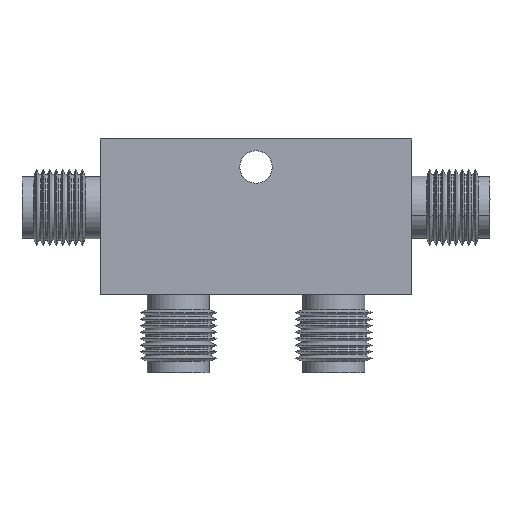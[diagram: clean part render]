
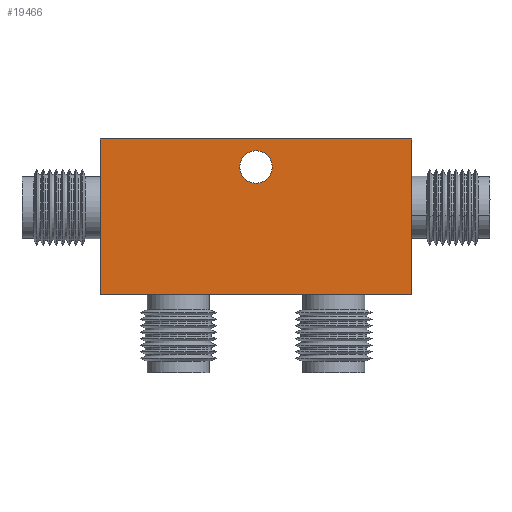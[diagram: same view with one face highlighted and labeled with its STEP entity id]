
A CAD part, front view. The second image highlights one B-rep face of the part: STEP entity #19466.
In plain terms, the highlighted planar face has unit normal (0, -1, 0).
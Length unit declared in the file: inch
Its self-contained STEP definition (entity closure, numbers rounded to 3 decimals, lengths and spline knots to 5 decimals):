
#1302 = VERTEX_POINT ( 'NONE', #32641 ) ;
#1656 = LINE ( 'NONE', #10058, #36727 ) ;
#2686 = LINE ( 'NONE', #23843, #28624 ) ;
#2869 = FACE_BOUND ( 'NONE', #36101, .T. ) ;
#3067 = DIRECTION ( 'NONE',  ( 0., 0., -1. ) ) ;
#3271 = FACE_OUTER_BOUND ( 'NONE', #32203, .T. ) ;
#4018 = DIRECTION ( 'NONE',  ( 0., 0., 1. ) ) ;
#5075 = VECTOR ( 'NONE', #27949, 39.37008 ) ;
#5491 = ORIENTED_EDGE ( 'NONE', *, *, #25558, .T. ) ;
#5821 = EDGE_CURVE ( 'NONE', #9370, #32425, #33847, .T. ) ;
#6167 = DIRECTION ( 'NONE',  ( 0., -1., 0. ) ) ;
#7571 = LINE ( 'NONE', #19928, #25358 ) ;
#8708 = AXIS2_PLACEMENT_3D ( 'NONE', #38233, #32579, #16930 ) ;
#9370 = VERTEX_POINT ( 'NONE', #35233 ) ;
#10058 = CARTESIAN_POINT ( 'NONE',  ( -0.5, 0., -0.25 ) ) ;
#11558 = ORIENTED_EDGE ( 'NONE', *, *, #22850, .F. ) ;
#12578 = CARTESIAN_POINT ( 'NONE',  ( 0., 0., 0.16 ) ) ;
#13319 = EDGE_CURVE ( 'NONE', #29246, #26790, #7571, .T. ) ;
#14197 = ORIENTED_EDGE ( 'NONE', *, *, #37751, .F. ) ;
#16870 = DIRECTION ( 'NONE',  ( 0., 0., -1. ) ) ;
#16930 = DIRECTION ( 'NONE',  ( 0., 0., 1. ) ) ;
#17126 = CIRCLE ( 'NONE', #8708, 0.052 ) ;
#19466 = ADVANCED_FACE ( 'NONE', ( #3271, #2869 ), #39872, .T. ) ;
#19616 = AXIS2_PLACEMENT_3D ( 'NONE', #34004, #6167, #3067 ) ;
#19912 = AXIS2_PLACEMENT_3D ( 'NONE', #12578, #34341, #4018 ) ;
#19928 = CARTESIAN_POINT ( 'NONE',  ( 0.5, 0., 0.25 ) ) ;
#22850 = EDGE_CURVE ( 'NONE', #26790, #9370, #1656, .T. ) ;
#23843 = CARTESIAN_POINT ( 'NONE',  ( -0.5, 0., 0.25 ) ) ;
#24041 = DIRECTION ( 'NONE',  ( 1., 0., 0. ) ) ;
#25145 = ORIENTED_EDGE ( 'NONE', *, *, #13319, .F. ) ;
#25358 = VECTOR ( 'NONE', #16870, 39.37008 ) ;
#25558 = EDGE_CURVE ( 'NONE', #32157, #1302, #31581, .T. ) ;
#25745 = ORIENTED_EDGE ( 'NONE', *, *, #5821, .F. ) ;
#26790 = VERTEX_POINT ( 'NONE', #37712 ) ;
#27949 = DIRECTION ( 'NONE',  ( 0., 0., 1. ) ) ;
#28624 = VECTOR ( 'NONE', #24041, 39.37008 ) ;
#29246 = VERTEX_POINT ( 'NONE', #31739 ) ;
#31581 = CIRCLE ( 'NONE', #19912, 0.052 ) ;
#31609 = EDGE_CURVE ( 'NONE', #1302, #32157, #17126, .T. ) ;
#31739 = CARTESIAN_POINT ( 'NONE',  ( 0.5, 0., 0.25 ) ) ;
#32157 = VERTEX_POINT ( 'NONE', #38339 ) ;
#32191 = DIRECTION ( 'NONE',  ( -1., 0., 0. ) ) ;
#32203 = EDGE_LOOP ( 'NONE', ( #25145, #14197, #25745, #11558 ) ) ;
#32425 = VERTEX_POINT ( 'NONE', #34701 ) ;
#32579 = DIRECTION ( 'NONE',  ( 0., 1., 0. ) ) ;
#32641 = CARTESIAN_POINT ( 'NONE',  ( 0., 0., 0.108 ) ) ;
#33847 = LINE ( 'NONE', #39504, #5075 ) ;
#34004 = CARTESIAN_POINT ( 'NONE',  ( 0., 0., 0. ) ) ;
#34341 = DIRECTION ( 'NONE',  ( 0., 1., 0. ) ) ;
#34701 = CARTESIAN_POINT ( 'NONE',  ( -0.5, 0., 0.25 ) ) ;
#35233 = CARTESIAN_POINT ( 'NONE',  ( -0.5, 0., -0.25 ) ) ;
#36101 = EDGE_LOOP ( 'NONE', ( #37107, #5491 ) ) ;
#36727 = VECTOR ( 'NONE', #32191, 39.37008 ) ;
#37107 = ORIENTED_EDGE ( 'NONE', *, *, #31609, .T. ) ;
#37712 = CARTESIAN_POINT ( 'NONE',  ( 0.5, 0., -0.25 ) ) ;
#37751 = EDGE_CURVE ( 'NONE', #32425, #29246, #2686, .T. ) ;
#38233 = CARTESIAN_POINT ( 'NONE',  ( 0., 0., 0.16 ) ) ;
#38339 = CARTESIAN_POINT ( 'NONE',  ( 0., 0., 0.212 ) ) ;
#39504 = CARTESIAN_POINT ( 'NONE',  ( -0.5, 0., 0.25 ) ) ;
#39872 = PLANE ( 'NONE',  #19616 ) ;
